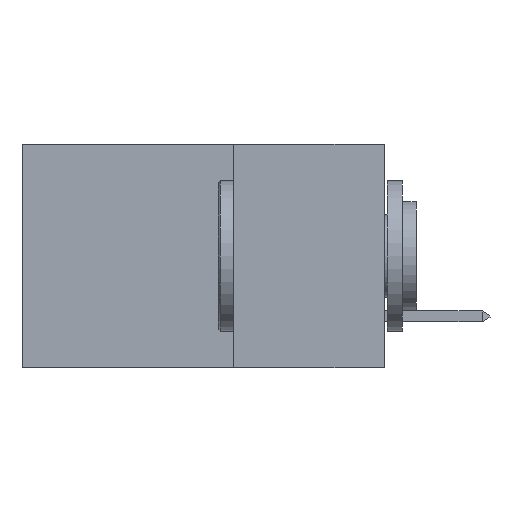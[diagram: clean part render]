
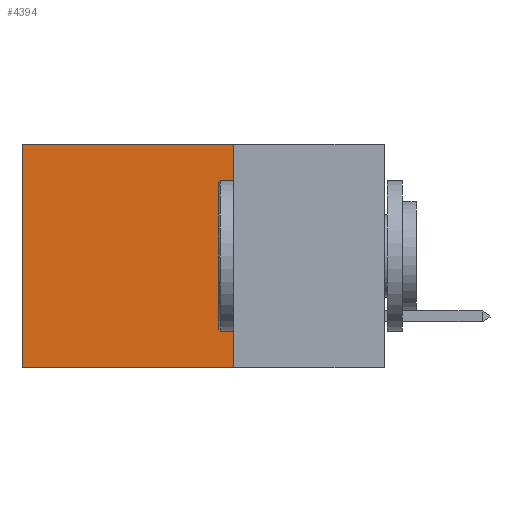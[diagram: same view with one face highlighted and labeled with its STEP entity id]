
A CAD part, left-side view. The second image highlights one B-rep face of the part: STEP entity #4394.
In plain terms, the highlighted planar face has unit normal (-1, 0, 0).
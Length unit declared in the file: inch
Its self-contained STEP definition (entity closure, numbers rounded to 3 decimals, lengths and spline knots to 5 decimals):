
#344 = EDGE_LOOP ( 'NONE', ( #3822, #1979, #16630, #10223 ) ) ;
#1285 = CARTESIAN_POINT ( 'NONE',  ( 0.2875, 0.25, 0. ) ) ;
#1341 = VECTOR ( 'NONE', #9342, 39.37008 ) ;
#1874 = EDGE_CURVE ( 'NONE', #13262, #9823, #8253, .T. ) ;
#1979 = ORIENTED_EDGE ( 'NONE', *, *, #17738, .F. ) ;
#2684 = VECTOR ( 'NONE', #5765, 39.37008 ) ;
#2700 = DIRECTION ( 'NONE',  ( 0., 0., -1. ) ) ;
#3222 = CARTESIAN_POINT ( 'NONE',  ( 0.2875, 0.25, -0.37 ) ) ;
#3822 = ORIENTED_EDGE ( 'NONE', *, *, #1874, .T. ) ;
#4327 = VECTOR ( 'NONE', #11319, 39.37008 ) ;
#4394 = ADVANCED_FACE ( 'NONE', ( #17470 ), #9811, .F. ) ;
#5132 = LINE ( 'NONE', #16178, #1341 ) ;
#5765 = DIRECTION ( 'NONE',  ( 0., 1., 0. ) ) ;
#6298 = DIRECTION ( 'NONE',  ( 0., 0., -1. ) ) ;
#6943 = LINE ( 'NONE', #15521, #2684 ) ;
#7083 = CARTESIAN_POINT ( 'NONE',  ( 0.2875, 0.6, 0. ) ) ;
#7332 = AXIS2_PLACEMENT_3D ( 'NONE', #1285, #11233, #2700 ) ;
#7896 = CARTESIAN_POINT ( 'NONE',  ( 0.2875, 0.6, -0.37 ) ) ;
#8253 = LINE ( 'NONE', #7083, #15590 ) ;
#8374 = EDGE_CURVE ( 'NONE', #12244, #13262, #6943, .T. ) ;
#8860 = CARTESIAN_POINT ( 'NONE',  ( 0.2875, 0.25, 0. ) ) ;
#9342 = DIRECTION ( 'NONE',  ( 0., 1., 0. ) ) ;
#9431 = EDGE_CURVE ( 'NONE', #12244, #10836, #15498, .T. ) ;
#9811 = PLANE ( 'NONE',  #7332 ) ;
#9823 = VERTEX_POINT ( 'NONE', #7896 ) ;
#10223 = ORIENTED_EDGE ( 'NONE', *, *, #8374, .T. ) ;
#10836 = VERTEX_POINT ( 'NONE', #3222 ) ;
#11233 = DIRECTION ( 'NONE',  ( 1., 0., 0. ) ) ;
#11319 = DIRECTION ( 'NONE',  ( 0., 0., -1. ) ) ;
#11407 = CARTESIAN_POINT ( 'NONE',  ( 0.2875, 0.6, 0. ) ) ;
#12244 = VERTEX_POINT ( 'NONE', #8860 ) ;
#12689 = CARTESIAN_POINT ( 'NONE',  ( 0.2875, 0.25, 0. ) ) ;
#13262 = VERTEX_POINT ( 'NONE', #11407 ) ;
#15498 = LINE ( 'NONE', #12689, #4327 ) ;
#15521 = CARTESIAN_POINT ( 'NONE',  ( 0.2875, 0.25, 0. ) ) ;
#15590 = VECTOR ( 'NONE', #6298, 39.37008 ) ;
#16178 = CARTESIAN_POINT ( 'NONE',  ( 0.2875, 0.25, -0.37 ) ) ;
#16630 = ORIENTED_EDGE ( 'NONE', *, *, #9431, .F. ) ;
#17470 = FACE_OUTER_BOUND ( 'NONE', #344, .T. ) ;
#17738 = EDGE_CURVE ( 'NONE', #10836, #9823, #5132, .T. ) ;
